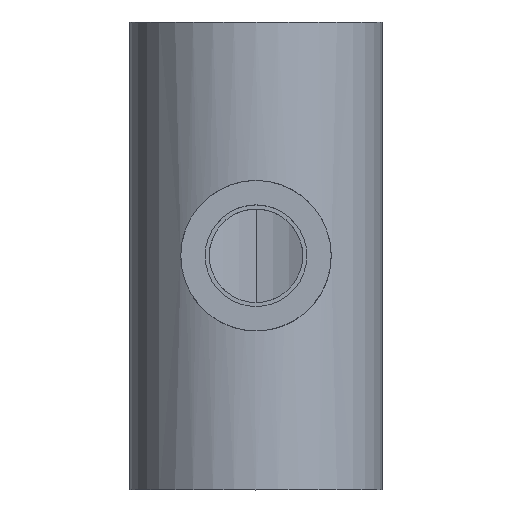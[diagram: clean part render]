
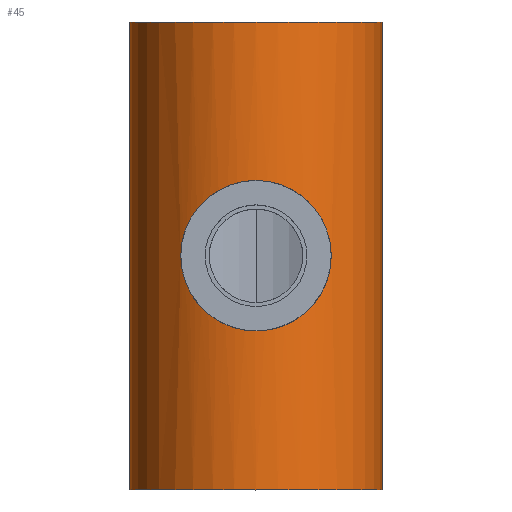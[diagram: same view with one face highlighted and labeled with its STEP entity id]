
A CAD part, top view. The second image highlights one B-rep face of the part: STEP entity #45.
In plain terms, the highlighted cylindrical face has radius 31 mm (diameter 62 mm), a partial arc.
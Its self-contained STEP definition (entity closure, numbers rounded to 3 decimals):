
#45=ADVANCED_FACE('',(#103,#104),#105,.T.);
#103=FACE_OUTER_BOUND('',#178,.T.);
#104=FACE_BOUND('',#179,.T.);
#105=CYLINDRICAL_SURFACE('',#180,31.0);
#178=EDGE_LOOP('',(#247,#248,#249,#250));
#179=EDGE_LOOP('',(#251,#252));
#180=AXIS2_PLACEMENT_3D('',#253,#254,#255);
#247=ORIENTED_EDGE('',*,*,#418,.F.);
#248=ORIENTED_EDGE('',*,*,#419,.F.);
#249=ORIENTED_EDGE('',*,*,#420,.F.);
#250=ORIENTED_EDGE('',*,*,#421,.F.);
#251=ORIENTED_EDGE('',*,*,#422,.T.);
#252=ORIENTED_EDGE('',*,*,#423,.T.);
#253=CARTESIAN_POINT('',(0.0,0.0,0.0));
#254=DIRECTION('',(0.0,-1.0,0.0));
#255=DIRECTION('',(1.0,0.0,0.0));
#418=EDGE_CURVE('',#484,#485,#486,.T.);
#419=EDGE_CURVE('',#487,#484,#488,.T.);
#420=EDGE_CURVE('',#489,#487,#490,.T.);
#421=EDGE_CURVE('',#485,#489,#491,.T.);
#422=EDGE_CURVE('',#492,#493,#494,.T.);
#423=EDGE_CURVE('',#493,#492,#495,.T.);
#484=VERTEX_POINT('',#580);
#485=VERTEX_POINT('',#581);
#486=LINE('',#582,#583);
#487=VERTEX_POINT('',#584);
#488=CIRCLE('',#585,31.0);
#489=VERTEX_POINT('',#586);
#490=LINE('',#587,#588);
#491=CIRCLE('',#589,31.0);
#492=VERTEX_POINT('',#590);
#493=VERTEX_POINT('',#591);
#494=B_SPLINE_CURVE_WITH_KNOTS('',3,(#592,#593,#594,#595,#596,#597,#598,#599,#600,#601,#602,#603,#604,#605,#606,#607,#608,#609,#610,#611,#612,#613,#614,#615,#616,#617,#618,#619,#620,#621,#622,#623,#624,#625,#626,#627,#628,#629,#630,#631,#632,#633,#634,#635,#636,#637,#638,#639,#640,#641),.UNSPECIFIED.,.F.,.F.,(4,2,2,2,2,2,2,2,2,2,2,2,2,2,2,2,2,2,2,2,2,2,2,2,4),(0.0,1.802,3.604,5.407,7.209,10.813,14.418,18.,21.582,23.372,25.163,26.954,28.745,30.536,32.327,34.118,35.909,39.491,43.073,46.677,50.281,52.084,53.886,55.688,57.49),.UNSPECIFIED.);
#495=B_SPLINE_CURVE_WITH_KNOTS('',3,(#642,#643,#644,#645,#646,#647,#648,#649,#650,#651,#652,#653,#654,#655,#656,#657,#658,#659,#660,#661,#662,#663,#664,#665,#666,#667,#668,#669,#670,#671,#672,#673,#674,#675,#676,#677,#678,#679,#680,#681,#682,#683,#684,#685,#686,#687,#688,#689,#690,#691),.UNSPECIFIED.,.F.,.F.,(4,2,2,2,2,2,2,2,2,2,2,2,2,2,2,2,2,2,2,2,2,2,2,2,4),(57.49,59.293,61.095,62.897,64.699,68.304,71.908,75.49,79.072,80.863,82.654,84.445,86.236,88.027,89.818,91.608,93.399,96.981,100.563,104.167,107.772,109.574,111.376,113.179,114.981),.UNSPECIFIED.);
#580=CARTESIAN_POINT('',(31.0,57.5,0.0));
#581=CARTESIAN_POINT('',(31.0,-57.5,0.0));
#582=CARTESIAN_POINT('',(31.0,0.0,0.));
#583=VECTOR('',#856,1.0);
#584=CARTESIAN_POINT('',(-31.0,57.5,0.));
#585=AXIS2_PLACEMENT_3D('',#857,#858,#859);
#586=CARTESIAN_POINT('',(-31.0,-57.5,0.));
#587=CARTESIAN_POINT('',(-31.0,0.0,0.));
#588=VECTOR('',#860,1.0);
#589=AXIS2_PLACEMENT_3D('',#861,#862,#863);
#590=CARTESIAN_POINT('',(-18.5,0.0,24.875));
#591=CARTESIAN_POINT('',(18.5,0.,24.875));
#592=CARTESIAN_POINT('',(-18.5,0.0,24.875));
#593=CARTESIAN_POINT('',(-18.5,0.601,24.875));
#594=CARTESIAN_POINT('',(-18.471,1.208,24.897));
#595=CARTESIAN_POINT('',(-18.351,2.424,24.985));
#596=CARTESIAN_POINT('',(-18.26,3.033,25.052));
#597=CARTESIAN_POINT('',(-18.018,4.241,25.227));
#598=CARTESIAN_POINT('',(-17.866,4.841,25.335));
#599=CARTESIAN_POINT('',(-17.504,6.02,25.586));
#600=CARTESIAN_POINT('',(-17.293,6.6,25.73));
#601=CARTESIAN_POINT('',(-16.58,8.298,26.2));
#602=CARTESIAN_POINT('',(-15.993,9.376,26.567));
#603=CARTESIAN_POINT('',(-14.648,11.364,27.332));
#604=CARTESIAN_POINT('',(-13.888,12.274,27.729));
#605=CARTESIAN_POINT('',(-12.28,13.883,28.478));
#606=CARTESIAN_POINT('',(-11.371,14.642,28.858));
#607=CARTESIAN_POINT('',(-9.383,15.989,29.565));
#608=CARTESIAN_POINT('',(-8.302,16.578,29.89));
#609=CARTESIAN_POINT('',(-6.598,17.294,30.295));
#610=CARTESIAN_POINT('',(-6.016,17.505,30.417));
#611=CARTESIAN_POINT('',(-4.833,17.868,30.627));
#612=CARTESIAN_POINT('',(-4.233,18.02,30.716));
#613=CARTESIAN_POINT('',(-3.024,18.262,30.858));
#614=CARTESIAN_POINT('',(-2.415,18.352,30.912));
#615=CARTESIAN_POINT('',(-1.202,18.471,30.983));
#616=CARTESIAN_POINT('',(-0.597,18.5,31.0));
#617=CARTESIAN_POINT('',(0.597,18.5,31.0));
#618=CARTESIAN_POINT('',(1.202,18.471,30.983));
#619=CARTESIAN_POINT('',(2.415,18.352,30.912));
#620=CARTESIAN_POINT('',(3.024,18.262,30.858));
#621=CARTESIAN_POINT('',(4.233,18.02,30.716));
#622=CARTESIAN_POINT('',(4.833,17.868,30.627));
#623=CARTESIAN_POINT('',(6.016,17.505,30.417));
#624=CARTESIAN_POINT('',(6.598,17.294,30.295));
#625=CARTESIAN_POINT('',(8.302,16.578,29.89));
#626=CARTESIAN_POINT('',(9.383,15.989,29.565));
#627=CARTESIAN_POINT('',(11.371,14.642,28.858));
#628=CARTESIAN_POINT('',(12.28,13.883,28.478));
#629=CARTESIAN_POINT('',(13.888,12.274,27.729));
#630=CARTESIAN_POINT('',(14.648,11.364,27.332));
#631=CARTESIAN_POINT('',(15.993,9.376,26.567));
#632=CARTESIAN_POINT('',(16.58,8.298,26.2));
#633=CARTESIAN_POINT('',(17.293,6.6,25.73));
#634=CARTESIAN_POINT('',(17.504,6.02,25.586));
#635=CARTESIAN_POINT('',(17.866,4.841,25.335));
#636=CARTESIAN_POINT('',(18.018,4.241,25.227));
#637=CARTESIAN_POINT('',(18.26,3.033,25.052));
#638=CARTESIAN_POINT('',(18.351,2.424,24.985));
#639=CARTESIAN_POINT('',(18.471,1.208,24.897));
#640=CARTESIAN_POINT('',(18.5,0.601,24.875));
#641=CARTESIAN_POINT('',(18.5,0.,24.875));
#642=CARTESIAN_POINT('',(18.5,0.0,24.875));
#643=CARTESIAN_POINT('',(18.5,-0.601,24.875));
#644=CARTESIAN_POINT('',(18.471,-1.208,24.897));
#645=CARTESIAN_POINT('',(18.351,-2.424,24.985));
#646=CARTESIAN_POINT('',(18.26,-3.033,25.052));
#647=CARTESIAN_POINT('',(18.018,-4.241,25.227));
#648=CARTESIAN_POINT('',(17.866,-4.841,25.335));
#649=CARTESIAN_POINT('',(17.504,-6.02,25.586));
#650=CARTESIAN_POINT('',(17.293,-6.6,25.73));
#651=CARTESIAN_POINT('',(16.58,-8.298,26.2));
#652=CARTESIAN_POINT('',(15.993,-9.376,26.567));
#653=CARTESIAN_POINT('',(14.648,-11.364,27.332));
#654=CARTESIAN_POINT('',(13.888,-12.274,27.729));
#655=CARTESIAN_POINT('',(12.28,-13.883,28.478));
#656=CARTESIAN_POINT('',(11.371,-14.642,28.858));
#657=CARTESIAN_POINT('',(9.383,-15.989,29.565));
#658=CARTESIAN_POINT('',(8.302,-16.578,29.89));
#659=CARTESIAN_POINT('',(6.598,-17.294,30.295));
#660=CARTESIAN_POINT('',(6.016,-17.505,30.417));
#661=CARTESIAN_POINT('',(4.833,-17.868,30.627));
#662=CARTESIAN_POINT('',(4.233,-18.02,30.716));
#663=CARTESIAN_POINT('',(3.024,-18.262,30.858));
#664=CARTESIAN_POINT('',(2.415,-18.352,30.912));
#665=CARTESIAN_POINT('',(1.202,-18.471,30.983));
#666=CARTESIAN_POINT('',(0.597,-18.5,31.0));
#667=CARTESIAN_POINT('',(-0.597,-18.5,31.0));
#668=CARTESIAN_POINT('',(-1.202,-18.471,30.983));
#669=CARTESIAN_POINT('',(-2.415,-18.352,30.912));
#670=CARTESIAN_POINT('',(-3.024,-18.262,30.858));
#671=CARTESIAN_POINT('',(-4.233,-18.02,30.716));
#672=CARTESIAN_POINT('',(-4.833,-17.868,30.627));
#673=CARTESIAN_POINT('',(-6.016,-17.505,30.417));
#674=CARTESIAN_POINT('',(-6.598,-17.294,30.295));
#675=CARTESIAN_POINT('',(-8.302,-16.578,29.89));
#676=CARTESIAN_POINT('',(-9.383,-15.989,29.565));
#677=CARTESIAN_POINT('',(-11.371,-14.642,28.858));
#678=CARTESIAN_POINT('',(-12.28,-13.883,28.478));
#679=CARTESIAN_POINT('',(-13.888,-12.274,27.729));
#680=CARTESIAN_POINT('',(-14.648,-11.364,27.332));
#681=CARTESIAN_POINT('',(-15.993,-9.376,26.567));
#682=CARTESIAN_POINT('',(-16.58,-8.298,26.2));
#683=CARTESIAN_POINT('',(-17.293,-6.6,25.73));
#684=CARTESIAN_POINT('',(-17.504,-6.02,25.586));
#685=CARTESIAN_POINT('',(-17.866,-4.841,25.335));
#686=CARTESIAN_POINT('',(-18.018,-4.241,25.227));
#687=CARTESIAN_POINT('',(-18.26,-3.033,25.052));
#688=CARTESIAN_POINT('',(-18.351,-2.424,24.985));
#689=CARTESIAN_POINT('',(-18.471,-1.208,24.897));
#690=CARTESIAN_POINT('',(-18.5,-0.601,24.875));
#691=CARTESIAN_POINT('',(-18.5,0.0,24.875));
#856=DIRECTION('',(0.0,-1.0,0.0));
#857=CARTESIAN_POINT('',(0.0,57.5,0.0));
#858=DIRECTION('',(-0.0,1.0,0.0));
#859=DIRECTION('',(1.0,0.0,0.0));
#860=DIRECTION('',(-0.0,1.0,-0.0));
#861=CARTESIAN_POINT('',(0.0,-57.5,0.0));
#862=DIRECTION('',(0.0,-1.0,0.0));
#863=DIRECTION('',(1.0,0.0,0.0));
